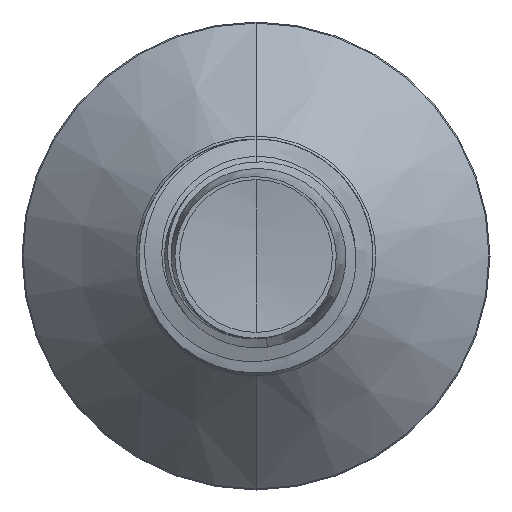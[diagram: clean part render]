
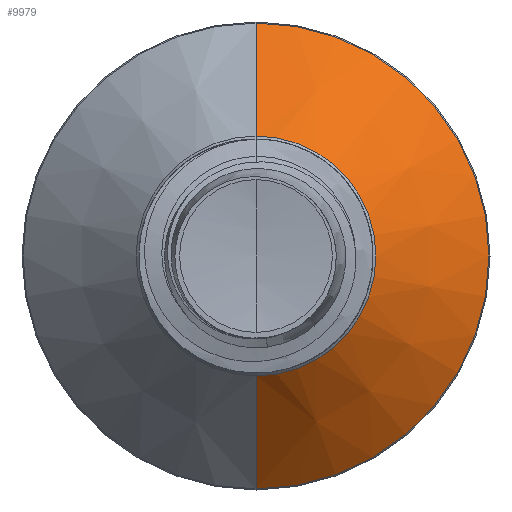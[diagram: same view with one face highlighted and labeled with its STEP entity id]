
A CAD part, front view. The second image highlights one B-rep face of the part: STEP entity #9979.
In plain terms, the highlighted conical face has half-angle 45 degrees and reference radius 2.563 mm.
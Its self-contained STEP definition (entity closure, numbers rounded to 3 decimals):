
#883 = DIRECTION ( 'NONE',  ( 0., 0.707, 0.707 ) ) ;
#3150 = VERTEX_POINT ( 'NONE', #18238 ) ;
#3653 = VERTEX_POINT ( 'NONE', #42837 ) ;
#5896 = EDGE_LOOP ( 'NONE', ( #56899, #58340, #46294, #51008 ) ) ;
#6576 = LINE ( 'NONE', #25863, #31402 ) ;
#7197 = CIRCLE ( 'NONE', #20888, 4.978 ) ;
#7844 = DIRECTION ( 'NONE',  ( 0., 1., 0. ) ) ;
#8017 = CARTESIAN_POINT ( 'NONE',  ( 0., 29.228, 4.978 ) ) ;
#9133 = EDGE_CURVE ( 'NONE', #3653, #3150, #6576, .T. ) ;
#9276 = AXIS2_PLACEMENT_3D ( 'NONE', #11192, #43771, #15901 ) ;
#9979 = ADVANCED_FACE ( 'NONE', ( #50293 ), #24104, .T. ) ;
#11192 = CARTESIAN_POINT ( 'NONE',  ( 0., 26.813, 0. ) ) ;
#14728 = VERTEX_POINT ( 'NONE', #22201 ) ;
#15901 = DIRECTION ( 'NONE',  ( 0., 0., 1. ) ) ;
#17097 = LINE ( 'NONE', #24237, #26609 ) ;
#18238 = CARTESIAN_POINT ( 'NONE',  ( 0., 29.228, -4.978 ) ) ;
#20888 = AXIS2_PLACEMENT_3D ( 'NONE', #23639, #56121, #28318 ) ;
#21360 = EDGE_CURVE ( 'NONE', #35799, #3150, #7197, .T. ) ;
#22201 = CARTESIAN_POINT ( 'NONE',  ( 0., 26.813, 2.563 ) ) ;
#23639 = CARTESIAN_POINT ( 'NONE',  ( 0., 29.228, 0. ) ) ;
#24104 = CONICAL_SURFACE ( 'NONE', #50617, 2.563, 0.785 ) ;
#24237 = CARTESIAN_POINT ( 'NONE',  ( 0., 26.813, 2.563 ) ) ;
#25863 = CARTESIAN_POINT ( 'NONE',  ( 0., 26.813, -2.563 ) ) ;
#26066 = CARTESIAN_POINT ( 'NONE',  ( 0., 26.813, 0. ) ) ;
#26609 = VECTOR ( 'NONE', #883, 1000. ) ;
#28318 = DIRECTION ( 'NONE',  ( 0., 0., 1. ) ) ;
#31402 = VECTOR ( 'NONE', #53669, 1000. ) ;
#35799 = VERTEX_POINT ( 'NONE', #8017 ) ;
#38864 = EDGE_CURVE ( 'NONE', #14728, #35799, #17097, .T. ) ;
#40432 = DIRECTION ( 'NONE',  ( 0., 0., 1. ) ) ;
#42837 = CARTESIAN_POINT ( 'NONE',  ( 0., 26.813, -2.563 ) ) ;
#43771 = DIRECTION ( 'NONE',  ( 0., 1., 0. ) ) ;
#46294 = ORIENTED_EDGE ( 'NONE', *, *, #21360, .F. ) ;
#47477 = CIRCLE ( 'NONE', #9276, 2.563 ) ;
#50293 = FACE_OUTER_BOUND ( 'NONE', #5896, .T. ) ;
#50617 = AXIS2_PLACEMENT_3D ( 'NONE', #26066, #7844, #40432 ) ;
#51008 = ORIENTED_EDGE ( 'NONE', *, *, #38864, .F. ) ;
#53669 = DIRECTION ( 'NONE',  ( 0., 0.707, -0.707 ) ) ;
#53681 = EDGE_CURVE ( 'NONE', #14728, #3653, #47477, .T. ) ;
#56121 = DIRECTION ( 'NONE',  ( 0., 1., 0. ) ) ;
#56899 = ORIENTED_EDGE ( 'NONE', *, *, #53681, .T. ) ;
#58340 = ORIENTED_EDGE ( 'NONE', *, *, #9133, .T. ) ;
